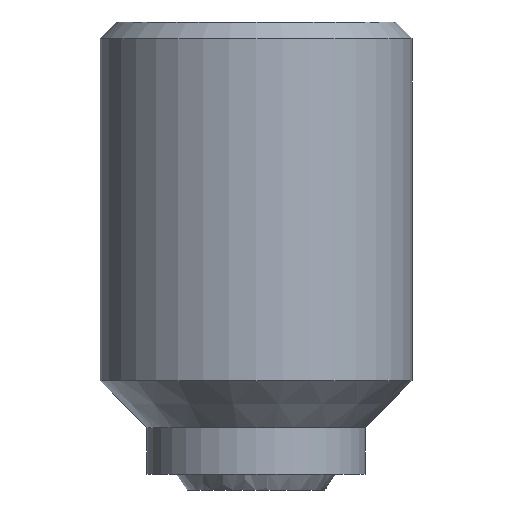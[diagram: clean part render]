
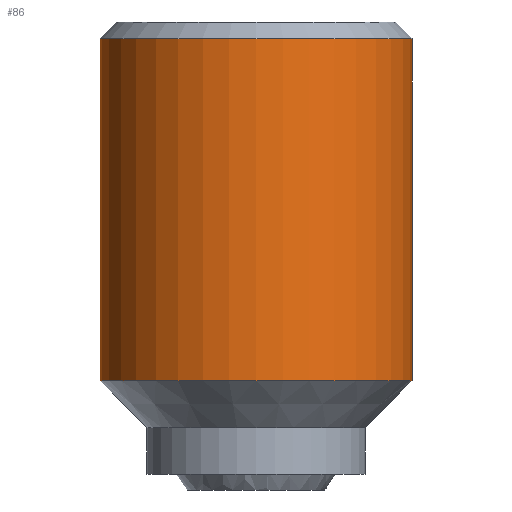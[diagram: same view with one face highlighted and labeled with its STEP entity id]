
A CAD part, front view. The second image highlights one B-rep face of the part: STEP entity #86.
In plain terms, the highlighted cylindrical face has radius 2.5 mm (diameter 5 mm), a partial arc.
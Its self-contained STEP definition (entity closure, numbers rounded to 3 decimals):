
#86=ADVANCED_FACE('',(#166),#167,.T.);
#166=FACE_OUTER_BOUND('',#244,.T.);
#167=CYLINDRICAL_SURFACE('',#245,2.5);
#244=EDGE_LOOP('',(#393,#394,#395,#396));
#245=AXIS2_PLACEMENT_3D('',#397,#398,#399);
#393=ORIENTED_EDGE('',*,*,#436,.T.);
#394=ORIENTED_EDGE('',*,*,#484,.F.);
#395=ORIENTED_EDGE('',*,*,#438,.T.);
#396=ORIENTED_EDGE('',*,*,#482,.T.);
#397=CARTESIAN_POINT('',(0.0,0.0,-3.01));
#398=DIRECTION('',(0.0,0.0,1.0));
#399=DIRECTION('',(1.0,0.0,0.0));
#436=EDGE_CURVE('',#504,#495,#505,.T.);
#438=EDGE_CURVE('',#498,#506,#508,.T.);
#482=EDGE_CURVE('',#506,#504,#569,.T.);
#484=EDGE_CURVE('',#498,#495,#571,.T.);
#495=VERTEX_POINT('',#587);
#498=VERTEX_POINT('',#591);
#504=VERTEX_POINT('',#598);
#505=LINE('',#599,#600);
#506=VERTEX_POINT('',#601);
#508=LINE('',#603,#604);
#569=CIRCLE('',#737,2.5);
#571=CIRCLE('',#739,2.5);
#587=CARTESIAN_POINT('',(2.5,0.0,-0.271));
#591=CARTESIAN_POINT('',(-2.5,0.,-0.271));
#598=CARTESIAN_POINT('',(2.5,0.0,-5.75));
#599=CARTESIAN_POINT('',(2.5,0.,-3.01));
#600=VECTOR('',#762,1.0);
#601=CARTESIAN_POINT('',(-2.5,0.,-5.75));
#603=CARTESIAN_POINT('',(-2.5,0.,-3.01));
#604=VECTOR('',#766,1.0);
#737=AXIS2_PLACEMENT_3D('',#800,#801,#802);
#739=AXIS2_PLACEMENT_3D('',#803,#804,#805);
#762=DIRECTION('',(0.0,0.0,1.0));
#766=DIRECTION('',(-0.0,-0.0,-1.0));
#800=CARTESIAN_POINT('',(0.0,0.0,-5.75));
#801=DIRECTION('',(0.0,0.0,1.0));
#802=DIRECTION('',(1.0,0.0,0.0));
#803=CARTESIAN_POINT('',(0.0,0.0,-0.271));
#804=DIRECTION('',(0.0,0.0,1.0));
#805=DIRECTION('',(1.0,0.0,0.0));
